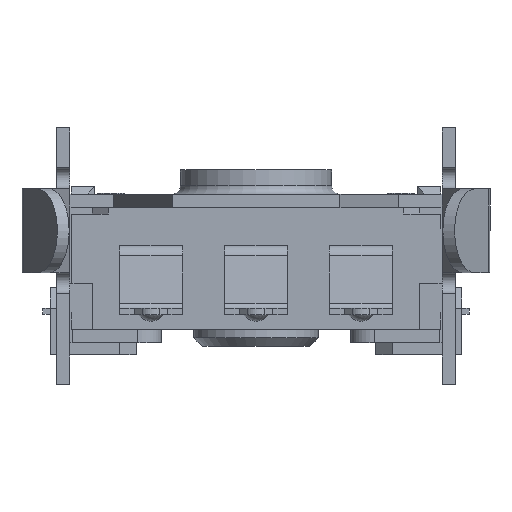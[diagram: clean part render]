
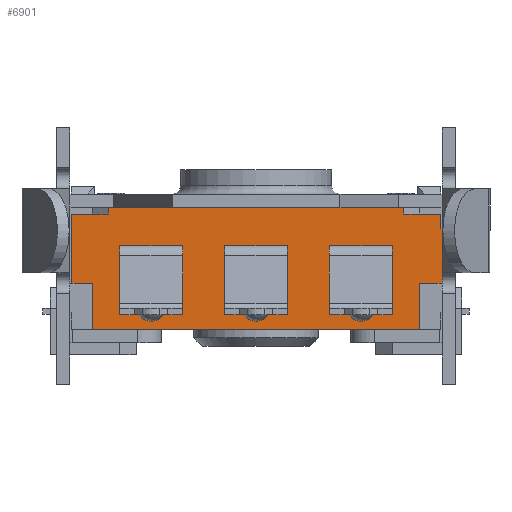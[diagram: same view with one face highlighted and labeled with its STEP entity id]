
A CAD part, front view. The second image highlights one B-rep face of the part: STEP entity #6901.
In plain terms, the highlighted planar face has unit normal (0, -1, 0).
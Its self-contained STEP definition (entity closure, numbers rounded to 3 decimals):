
#20=FACE_BOUND('',#886,.T.);
#21=FACE_BOUND('',#887,.T.);
#22=FACE_BOUND('',#888,.T.);
#103=PLANE('',#7352);
#499=FACE_OUTER_BOUND('',#885,.T.);
#885=EDGE_LOOP('',(#5149,#5150,#5151,#5152,#5153,#5154,#5155,#5156,#5157,
#5158,#5159,#5160,#5161,#5162));
#886=EDGE_LOOP('',(#5163,#5164,#5165,#5166));
#887=EDGE_LOOP('',(#5167,#5168,#5169,#5170));
#888=EDGE_LOOP('',(#5171,#5172,#5173,#5174));
#1236=LINE('',#9873,#2081);
#1248=LINE('',#9913,#2093);
#1251=LINE('',#9919,#2096);
#1254=LINE('',#9924,#2099);
#1394=LINE('',#10249,#2239);
#1395=LINE('',#10252,#2240);
#1396=LINE('',#10254,#2241);
#1397=LINE('',#10256,#2242);
#1398=LINE('',#10258,#2243);
#1399=LINE('',#10260,#2244);
#1400=LINE('',#10262,#2245);
#1401=LINE('',#10264,#2246);
#1402=LINE('',#10266,#2247);
#1403=LINE('',#10268,#2248);
#1404=LINE('',#10270,#2249);
#1405=LINE('',#10272,#2250);
#1406=LINE('',#10274,#2251);
#1407=LINE('',#10275,#2252);
#1408=LINE('',#10278,#2253);
#1409=LINE('',#10280,#2254);
#1410=LINE('',#10282,#2255);
#1411=LINE('',#10283,#2256);
#1412=LINE('',#10286,#2257);
#1413=LINE('',#10288,#2258);
#1414=LINE('',#10290,#2259);
#1415=LINE('',#10291,#2260);
#2081=VECTOR('',#7903,1000.);
#2093=VECTOR('',#7933,1000.);
#2096=VECTOR('',#7938,1000.);
#2099=VECTOR('',#7943,1000.);
#2239=VECTOR('',#8241,1000.);
#2240=VECTOR('',#8244,1000.);
#2241=VECTOR('',#8245,1000.);
#2242=VECTOR('',#8246,1000.);
#2243=VECTOR('',#8247,1000.);
#2244=VECTOR('',#8248,1000.);
#2245=VECTOR('',#8249,1000.);
#2246=VECTOR('',#8250,1000.);
#2247=VECTOR('',#8251,1000.);
#2248=VECTOR('',#8252,1000.);
#2249=VECTOR('',#8253,1000.);
#2250=VECTOR('',#8254,1000.);
#2251=VECTOR('',#8255,1000.);
#2252=VECTOR('',#8256,1000.);
#2253=VECTOR('',#8257,1000.);
#2254=VECTOR('',#8258,1000.);
#2255=VECTOR('',#8259,1000.);
#2256=VECTOR('',#8260,1000.);
#2257=VECTOR('',#8261,1000.);
#2258=VECTOR('',#8262,1000.);
#2259=VECTOR('',#8263,1000.);
#2260=VECTOR('',#8264,1000.);
#3117=VERTEX_POINT('',#9871);
#3118=VERTEX_POINT('',#9872);
#3137=VERTEX_POINT('',#9912);
#3139=VERTEX_POINT('',#9918);
#3243=VERTEX_POINT('',#10242);
#3246=VERTEX_POINT('',#10247);
#3247=VERTEX_POINT('',#10251);
#3248=VERTEX_POINT('',#10253);
#3249=VERTEX_POINT('',#10255);
#3250=VERTEX_POINT('',#10257);
#3251=VERTEX_POINT('',#10259);
#3252=VERTEX_POINT('',#10261);
#3253=VERTEX_POINT('',#10263);
#3254=VERTEX_POINT('',#10265);
#3255=VERTEX_POINT('',#10267);
#3256=VERTEX_POINT('',#10269);
#3257=VERTEX_POINT('',#10271);
#3258=VERTEX_POINT('',#10273);
#3259=VERTEX_POINT('',#10276);
#3260=VERTEX_POINT('',#10277);
#3261=VERTEX_POINT('',#10279);
#3262=VERTEX_POINT('',#10281);
#3263=VERTEX_POINT('',#10284);
#3264=VERTEX_POINT('',#10285);
#3265=VERTEX_POINT('',#10287);
#3266=VERTEX_POINT('',#10289);
#3782=EDGE_CURVE('',#3117,#3118,#1236,.T.);
#3802=EDGE_CURVE('',#3137,#3117,#1248,.T.);
#3805=EDGE_CURVE('',#3139,#3118,#1251,.T.);
#3808=EDGE_CURVE('',#3139,#3137,#1254,.T.);
#3966=EDGE_CURVE('',#3246,#3243,#1394,.T.);
#3967=EDGE_CURVE('',#3243,#3247,#1395,.T.);
#3968=EDGE_CURVE('',#3246,#3248,#1396,.T.);
#3969=EDGE_CURVE('',#3248,#3249,#1397,.T.);
#3970=EDGE_CURVE('',#3249,#3250,#1398,.T.);
#3971=EDGE_CURVE('',#3250,#3251,#1399,.T.);
#3972=EDGE_CURVE('',#3252,#3251,#1400,.T.);
#3973=EDGE_CURVE('',#3252,#3253,#1401,.T.);
#3974=EDGE_CURVE('',#3253,#3254,#1402,.T.);
#3975=EDGE_CURVE('',#3255,#3254,#1403,.T.);
#3976=EDGE_CURVE('',#3256,#3255,#1404,.T.);
#3977=EDGE_CURVE('',#3257,#3256,#1405,.T.);
#3978=EDGE_CURVE('',#3257,#3258,#1406,.T.);
#3979=EDGE_CURVE('',#3258,#3247,#1407,.T.);
#3980=EDGE_CURVE('',#3259,#3260,#1408,.T.);
#3981=EDGE_CURVE('',#3259,#3261,#1409,.T.);
#3982=EDGE_CURVE('',#3262,#3261,#1410,.T.);
#3983=EDGE_CURVE('',#3260,#3262,#1411,.T.);
#3984=EDGE_CURVE('',#3263,#3264,#1412,.T.);
#3985=EDGE_CURVE('',#3263,#3265,#1413,.T.);
#3986=EDGE_CURVE('',#3266,#3265,#1414,.T.);
#3987=EDGE_CURVE('',#3264,#3266,#1415,.T.);
#5149=ORIENTED_EDGE('',*,*,#3967,.F.);
#5150=ORIENTED_EDGE('',*,*,#3966,.F.);
#5151=ORIENTED_EDGE('',*,*,#3968,.T.);
#5152=ORIENTED_EDGE('',*,*,#3969,.T.);
#5153=ORIENTED_EDGE('',*,*,#3970,.T.);
#5154=ORIENTED_EDGE('',*,*,#3971,.T.);
#5155=ORIENTED_EDGE('',*,*,#3972,.F.);
#5156=ORIENTED_EDGE('',*,*,#3973,.T.);
#5157=ORIENTED_EDGE('',*,*,#3974,.T.);
#5158=ORIENTED_EDGE('',*,*,#3975,.F.);
#5159=ORIENTED_EDGE('',*,*,#3976,.F.);
#5160=ORIENTED_EDGE('',*,*,#3977,.F.);
#5161=ORIENTED_EDGE('',*,*,#3978,.T.);
#5162=ORIENTED_EDGE('',*,*,#3979,.T.);
#5163=ORIENTED_EDGE('',*,*,#3980,.F.);
#5164=ORIENTED_EDGE('',*,*,#3981,.T.);
#5165=ORIENTED_EDGE('',*,*,#3982,.F.);
#5166=ORIENTED_EDGE('',*,*,#3983,.F.);
#5167=ORIENTED_EDGE('',*,*,#3984,.F.);
#5168=ORIENTED_EDGE('',*,*,#3985,.T.);
#5169=ORIENTED_EDGE('',*,*,#3986,.F.);
#5170=ORIENTED_EDGE('',*,*,#3987,.F.);
#5171=ORIENTED_EDGE('',*,*,#3808,.F.);
#5172=ORIENTED_EDGE('',*,*,#3805,.T.);
#5173=ORIENTED_EDGE('',*,*,#3782,.F.);
#5174=ORIENTED_EDGE('',*,*,#3802,.F.);
#6901=ADVANCED_FACE('',(#499,#20,#21,#22),#103,.F.);
#7352=AXIS2_PLACEMENT_3D('',#10250,#8242,#8243);
#7903=DIRECTION('',(0.,0.,1.));
#7933=DIRECTION('',(1.,0.,0.));
#7938=DIRECTION('',(1.,0.,0.));
#7943=DIRECTION('',(0.,0.,-1.));
#8241=DIRECTION('',(1.,0.,0.));
#8242=DIRECTION('center_axis',(0.,1.,0.));
#8243=DIRECTION('ref_axis',(0.,0.,1.));
#8244=DIRECTION('',(0.,0.,1.));
#8245=DIRECTION('',(0.,0.,-1.));
#8246=DIRECTION('',(1.,0.,0.));
#8247=DIRECTION('',(0.,0.,-1.));
#8248=DIRECTION('',(1.,0.,0.));
#8249=DIRECTION('',(0.,0.,-1.));
#8250=DIRECTION('',(1.,0.,0.));
#8251=DIRECTION('',(0.,0.,1.));
#8252=DIRECTION('',(1.,0.,0.));
#8253=DIRECTION('',(0.,0.,-1.));
#8254=DIRECTION('',(1.,0.,0.));
#8255=DIRECTION('',(0.,0.,1.));
#8256=DIRECTION('',(-1.,0.,0.));
#8257=DIRECTION('',(0.,0.,-1.));
#8258=DIRECTION('',(1.,0.,0.));
#8259=DIRECTION('',(0.,0.,1.));
#8260=DIRECTION('',(1.,0.,0.));
#8261=DIRECTION('',(0.,0.,-1.));
#8262=DIRECTION('',(1.,0.,0.));
#8263=DIRECTION('',(0.,0.,1.));
#8264=DIRECTION('',(1.,0.,0.));
#9871=CARTESIAN_POINT('',(3.25,-4.8,0.35));
#9872=CARTESIAN_POINT('',(3.25,-4.8,0.5));
#9873=CARTESIAN_POINT('',(3.25,-4.8,0.7));
#9912=CARTESIAN_POINT('',(1.75,-4.8,0.35));
#9913=CARTESIAN_POINT('',(-3.9,-4.8,0.35));
#9918=CARTESIAN_POINT('',(1.75,-4.8,0.5));
#9919=CARTESIAN_POINT('',(-3.9,-4.8,0.5));
#9924=CARTESIAN_POINT('',(1.75,-4.8,0.7));
#10242=CARTESIAN_POINT('',(-3.52,-4.8,2.75));
#10247=CARTESIAN_POINT('',(-4.4,-4.8,2.75));
#10249=CARTESIAN_POINT('',(-4.4,-4.8,2.75));
#10250=CARTESIAN_POINT('Origin',(-3.9,-4.8,0.7));
#10251=CARTESIAN_POINT('',(-3.52,-4.8,2.9));
#10252=CARTESIAN_POINT('',(-3.52,-4.8,-10.317));
#10253=CARTESIAN_POINT('',(-4.4,-4.8,1.1));
#10254=CARTESIAN_POINT('',(-4.4,-4.8,11.882));
#10255=CARTESIAN_POINT('',(-3.9,-4.8,1.1));
#10256=CARTESIAN_POINT('',(-3.9,-4.8,1.1));
#10257=CARTESIAN_POINT('',(-3.9,-4.8,0.));
#10258=CARTESIAN_POINT('',(-3.9,-4.8,0.7));
#10259=CARTESIAN_POINT('',(3.9,-4.8,0.));
#10260=CARTESIAN_POINT('',(-3.9,-4.8,0.));
#10261=CARTESIAN_POINT('',(3.9,-4.8,1.1));
#10262=CARTESIAN_POINT('',(3.9,-4.8,0.7));
#10263=CARTESIAN_POINT('',(4.43,-4.8,1.1));
#10264=CARTESIAN_POINT('',(4.4,-4.8,1.1));
#10265=CARTESIAN_POINT('',(4.43,-4.8,2.4));
#10266=CARTESIAN_POINT('',(4.43,-4.8,2.4));
#10267=CARTESIAN_POINT('',(4.4,-4.8,2.4));
#10268=CARTESIAN_POINT('',(4.4,-4.8,2.4));
#10269=CARTESIAN_POINT('',(4.4,-4.8,2.75));
#10270=CARTESIAN_POINT('',(4.4,-4.8,11.882));
#10271=CARTESIAN_POINT('',(3.52,-4.8,2.75));
#10272=CARTESIAN_POINT('',(-4.4,-4.8,2.75));
#10273=CARTESIAN_POINT('',(3.52,-4.8,2.9));
#10274=CARTESIAN_POINT('',(3.52,-4.8,-10.317));
#10275=CARTESIAN_POINT('',(-3.52,-4.8,2.9));
#10276=CARTESIAN_POINT('',(-3.25,-4.8,0.5));
#10277=CARTESIAN_POINT('',(-3.25,-4.8,0.35));
#10278=CARTESIAN_POINT('',(-3.25,-4.8,0.7));
#10279=CARTESIAN_POINT('',(-1.75,-4.8,0.5));
#10280=CARTESIAN_POINT('',(-3.9,-4.8,0.5));
#10281=CARTESIAN_POINT('',(-1.75,-4.8,0.35));
#10282=CARTESIAN_POINT('',(-1.75,-4.8,0.7));
#10283=CARTESIAN_POINT('',(-3.9,-4.8,0.35));
#10284=CARTESIAN_POINT('',(-0.75,-4.8,0.5));
#10285=CARTESIAN_POINT('',(-0.75,-4.8,0.35));
#10286=CARTESIAN_POINT('',(-0.75,-4.8,0.7));
#10287=CARTESIAN_POINT('',(0.75,-4.8,0.5));
#10288=CARTESIAN_POINT('',(-3.9,-4.8,0.5));
#10289=CARTESIAN_POINT('',(0.75,-4.8,0.35));
#10290=CARTESIAN_POINT('',(0.75,-4.8,0.7));
#10291=CARTESIAN_POINT('',(-3.9,-4.8,0.35));
